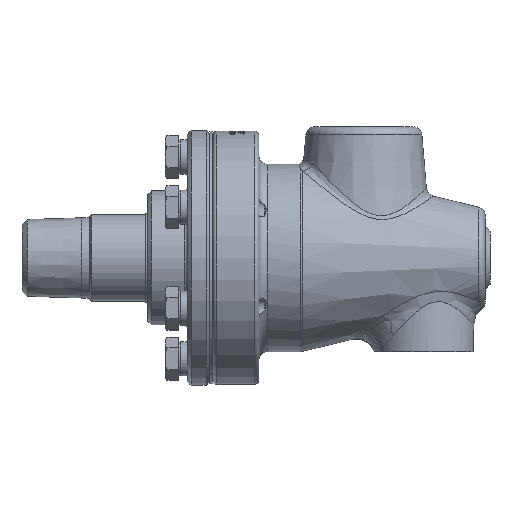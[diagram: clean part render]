
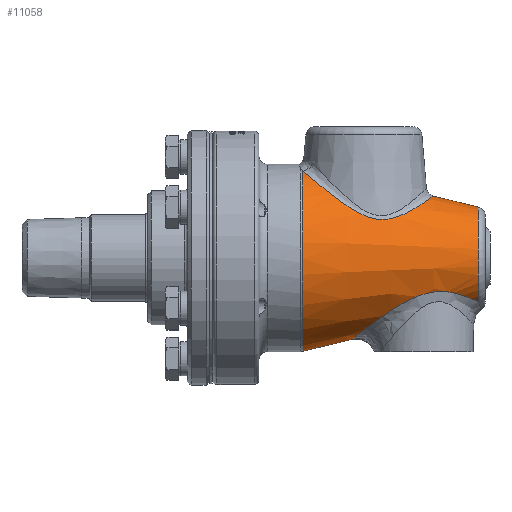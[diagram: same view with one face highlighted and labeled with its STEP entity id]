
A CAD part, top view. The second image highlights one B-rep face of the part: STEP entity #11058.
In plain terms, the highlighted conical face has half-angle 13.65 degrees and reference radius 24.194 mm.
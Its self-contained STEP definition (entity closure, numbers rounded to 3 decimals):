
#955=LINE('',#65151,#1549);
#1549=VECTOR('',#14581,24.194);
#1918=CONICAL_SURFACE('',#12046,24.194,0.238);
#2709=CIRCLE('',#12047,31.664);
#2710=CIRCLE('',#12048,31.664);
#2711=CIRCLE('',#12049,17.203);
#3325=FACE_OUTER_BOUND('',#4008,.T.);
#4008=EDGE_LOOP('',(#10286,#10287,#10288,#10289,#10290,#10291,#10292,#10293,
#10294,#10295));
#4390=B_SPLINE_CURVE_WITH_KNOTS('',3,(#64885,#64886,#64887,#64888,#64889,
#64890,#64891,#64892,#64893,#64894,#64895,#64896,#64897,#64898,#64899,#64900,
#64901,#64902,#64903,#64904,#64905),.UNSPECIFIED.,.F.,.F.,(4,1,1,1,1,1,
1,1,1,1,1,1,1,1,1,1,1,1,4),(-8.979,-8.12,-7.26,
-6.686,-6.113,-5.826,-5.683,
-5.54,-4.967,-4.393,-3.82,
-3.247,-2.674,-2.1,-1.814,
-1.527,-0.667,-0.38,0.),
 .UNSPECIFIED.);
#4391=B_SPLINE_CURVE_WITH_KNOTS('',3,(#64907,#64908,#64909,#64910,#64911,
#64912,#64913,#64914,#64915,#64916),.UNSPECIFIED.,.F.,.F.,(4,1,1,1,1,1,
1,4),(-14.339,-14.289,-13.859,-13.429,
-12.999,-12.139,-11.709,-11.279),
 .UNSPECIFIED.);
#4398=B_SPLINE_CURVE_WITH_KNOTS('',3,(#65153,#65154,#65155,#65156,#65157,
#65158,#65159,#65160,#65161,#65162,#65163,#65164,#65165),.UNSPECIFIED.,
 .F.,.F.,(4,1,1,1,1,1,1,1,1,1,4),(-7.738,-7.241,-6.724,
-6.465,-6.207,-5.689,-5.172,
-4.655,-4.138,-3.62,-3.186),
 .UNSPECIFIED.);
#4399=B_SPLINE_CURVE_WITH_KNOTS('',3,(#65169,#65170,#65171,#65172,#65173,
#65174),.UNSPECIFIED.,.F.,.F.,(4,1,1,4),(-10.861,-10.474,
-10.086,-9.496),.UNSPECIFIED.);
#4400=B_SPLINE_CURVE_WITH_KNOTS('',3,(#65175,#65176,#65177,#65178,#65179,
#65180,#65181,#65182,#65183,#65184),.UNSPECIFIED.,.F.,.F.,(4,1,1,1,1,1,
1,4),(-3.186,-3.103,-2.715,-2.327,
-1.552,-0.776,-0.388,0.),
 .UNSPECIFIED.);
#5458=VERTEX_POINT('',#64882);
#5459=VERTEX_POINT('',#64884);
#5460=VERTEX_POINT('',#64906);
#5465=VERTEX_POINT('',#65147);
#5466=VERTEX_POINT('',#65150);
#5467=VERTEX_POINT('',#65152);
#5468=VERTEX_POINT('',#65166);
#5469=VERTEX_POINT('',#65168);
#7070=EDGE_CURVE('',#5458,#5459,#4390,.T.);
#7071=EDGE_CURVE('',#5459,#5460,#4391,.T.);
#7079=EDGE_CURVE('',#5460,#5465,#2709,.T.);
#7080=EDGE_CURVE('',#5465,#5458,#2710,.T.);
#7081=EDGE_CURVE('',#5465,#5466,#955,.T.);
#7082=EDGE_CURVE('',#5467,#5466,#4398,.T.);
#7083=EDGE_CURVE('',#5468,#5467,#2711,.T.);
#7084=EDGE_CURVE('',#5469,#5468,#4399,.T.);
#7085=EDGE_CURVE('',#5466,#5469,#4400,.T.);
#10286=ORIENTED_EDGE('',*,*,#7079,.F.);
#10287=ORIENTED_EDGE('',*,*,#7071,.F.);
#10288=ORIENTED_EDGE('',*,*,#7070,.F.);
#10289=ORIENTED_EDGE('',*,*,#7080,.F.);
#10290=ORIENTED_EDGE('',*,*,#7081,.T.);
#10291=ORIENTED_EDGE('',*,*,#7082,.F.);
#10292=ORIENTED_EDGE('',*,*,#7083,.F.);
#10293=ORIENTED_EDGE('',*,*,#7084,.F.);
#10294=ORIENTED_EDGE('',*,*,#7085,.F.);
#10295=ORIENTED_EDGE('',*,*,#7081,.F.);
#11058=ADVANCED_FACE('',(#3325),#1918,.T.);
#12046=AXIS2_PLACEMENT_3D('',#65146,#14575,#14576);
#12047=AXIS2_PLACEMENT_3D('',#65148,#14577,#14578);
#12048=AXIS2_PLACEMENT_3D('',#65149,#14579,#14580);
#12049=AXIS2_PLACEMENT_3D('',#65167,#14582,#14583);
#14575=DIRECTION('center_axis',(-1.,0.,0.));
#14576=DIRECTION('ref_axis',(0.,1.,0.));
#14577=DIRECTION('center_axis',(-1.,0.,0.));
#14578=DIRECTION('ref_axis',(0.,-1.,0.));
#14579=DIRECTION('center_axis',(-1.,0.,0.));
#14580=DIRECTION('ref_axis',(0.,-1.,0.));
#14581=DIRECTION('',(0.972,0.236,0.));
#14582=DIRECTION('center_axis',(1.,0.,0.));
#14583=DIRECTION('ref_axis',(0.,1.,0.));
#64882=CARTESIAN_POINT('',(14.833,29.576,11.307));
#64884=CARTESIAN_POINT('',(40.705,13.02,-21.787));
#64885=CARTESIAN_POINT('Ctrl Pts',(14.833,29.576,11.307));
#64886=CARTESIAN_POINT('Ctrl Pts',(16.325,28.269,13.71));
#64887=CARTESIAN_POINT('Ctrl Pts',(20.081,25.021,17.717));
#64888=CARTESIAN_POINT('Ctrl Pts',(26.254,20.037,21.));
#64889=CARTESIAN_POINT('Ctrl Pts',(32.371,15.837,22.44));
#64890=CARTESIAN_POINT('Ctrl Pts',(37.397,13.424,22.483));
#64891=CARTESIAN_POINT('Ctrl Pts',(41.245,12.904,21.704));
#64892=CARTESIAN_POINT('Ctrl Pts',(43.355,13.028,21.03));
#64893=CARTESIAN_POINT('Ctrl Pts',(46.39,13.554,19.828));
#64894=CARTESIAN_POINT('Ctrl Pts',(50.291,15.249,17.461));
#64895=CARTESIAN_POINT('Ctrl Pts',(54.398,17.708,13.45));
#64896=CARTESIAN_POINT('Ctrl Pts',(57.452,19.77,8.576));
#64897=CARTESIAN_POINT('Ctrl Pts',(59.146,20.968,2.965));
#64898=CARTESIAN_POINT('Ctrl Pts',(59.147,20.967,-2.967));
#64899=CARTESIAN_POINT('Ctrl Pts',(57.732,19.97,-7.642));
#64900=CARTESIAN_POINT('Ctrl Pts',(55.926,18.736,-11.015));
#64901=CARTESIAN_POINT('Ctrl Pts',(53.156,16.953,-14.892));
#64902=CARTESIAN_POINT('Ctrl Pts',(49.527,14.758,-18.074));
#64903=CARTESIAN_POINT('Ctrl Pts',(44.622,13.111,-20.628));
#64904=CARTESIAN_POINT('Ctrl Pts',(42.133,12.902,-21.454));
#64905=CARTESIAN_POINT('Ctrl Pts',(40.705,13.02,-21.787));
#64906=CARTESIAN_POINT('',(14.833,29.576,-11.307));
#64907=CARTESIAN_POINT('Ctrl Pts',(40.705,13.02,-21.787));
#64908=CARTESIAN_POINT('Ctrl Pts',(40.518,13.035,-21.83));
#64909=CARTESIAN_POINT('Ctrl Pts',(38.715,13.223,-22.226));
#64910=CARTESIAN_POINT('Ctrl Pts',(35.311,14.324,-22.543));
#64911=CARTESIAN_POINT('Ctrl Pts',(31.059,16.738,-22.148));
#64912=CARTESIAN_POINT('Ctrl Pts',(25.856,20.348,-20.798));
#64913=CARTESIAN_POINT('Ctrl Pts',(21.241,24.089,-18.329));
#64914=CARTESIAN_POINT('Ctrl Pts',(17.266,27.453,-14.717));
#64915=CARTESIAN_POINT('Ctrl Pts',(15.579,28.923,-12.509));
#64916=CARTESIAN_POINT('Ctrl Pts',(14.833,29.576,-11.307));
#65146=CARTESIAN_POINT('Origin',(45.593,0.,0.));
#65147=CARTESIAN_POINT('',(14.833,-31.664,0.));
#65148=CARTESIAN_POINT('Origin',(14.833,0.,
0.));
#65149=CARTESIAN_POINT('Origin',(14.833,0.,
0.));
#65150=CARTESIAN_POINT('',(31.648,-27.581,0.));
#65151=CARTESIAN_POINT('',(45.593,-24.194,0.));
#65152=CARTESIAN_POINT('',(74.379,-14.861,8.664));
#65153=CARTESIAN_POINT('Ctrl Pts',(74.378,-14.861,8.665));
#65154=CARTESIAN_POINT('Ctrl Pts',(73.229,-14.334,10.123));
#65155=CARTESIAN_POINT('Ctrl Pts',(70.364,-13.081,12.831));
#65156=CARTESIAN_POINT('Ctrl Pts',(65.584,-11.593,15.511));
#65157=CARTESIAN_POINT('Ctrl Pts',(60.916,-11.295,17.074));
#65158=CARTESIAN_POINT('Ctrl Pts',(56.021,-12.005,18.033));
#65159=CARTESIAN_POINT('Ctrl Pts',(50.384,-14.398,18.059));
#65160=CARTESIAN_POINT('Ctrl Pts',(44.541,-17.968,16.733));
#65161=CARTESIAN_POINT('Ctrl Pts',(39.383,-21.595,14.183));
#65162=CARTESIAN_POINT('Ctrl Pts',(35.101,-24.846,10.344));
#65163=CARTESIAN_POINT('Ctrl Pts',(32.284,-27.07,5.435));
#65164=CARTESIAN_POINT('Ctrl Pts',(31.652,-27.577,1.702));
#65165=CARTESIAN_POINT('Ctrl Pts',(31.648,-27.581,0.));
#65166=CARTESIAN_POINT('',(74.38,-14.861,-8.665));
#65167=CARTESIAN_POINT('Origin',(74.379,0.,
0.));
#65168=CARTESIAN_POINT('',(59.592,-11.522,-17.31));
#65169=CARTESIAN_POINT('Ctrl Pts',(59.592,-11.522,-17.31));
#65170=CARTESIAN_POINT('Ctrl Pts',(61.4,-11.318,-16.918));
#65171=CARTESIAN_POINT('Ctrl Pts',(64.968,-11.492,-15.776));
#65172=CARTESIAN_POINT('Ctrl Pts',(70.151,-12.99,-12.962));
#65173=CARTESIAN_POINT('Ctrl Pts',(73.02,-14.229,-10.397));
#65174=CARTESIAN_POINT('Ctrl Pts',(74.379,-14.856,-8.671));
#65175=CARTESIAN_POINT('Ctrl Pts',(31.648,-27.581,-0.001));
#65176=CARTESIAN_POINT('Ctrl Pts',(31.647,-27.581,-0.325));
#65177=CARTESIAN_POINT('Ctrl Pts',(31.702,-27.538,-2.169));
#65178=CARTESIAN_POINT('Ctrl Pts',(32.427,-26.957,-5.483));
#65179=CARTESIAN_POINT('Ctrl Pts',(35.262,-24.719,-10.722));
#65180=CARTESIAN_POINT('Ctrl Pts',(40.81,-20.501,-15.399));
#65181=CARTESIAN_POINT('Ctrl Pts',(47.738,-15.847,-17.708));
#65182=CARTESIAN_POINT('Ctrl Pts',(54.175,-12.696,-18.122));
#65183=CARTESIAN_POINT('Ctrl Pts',(57.784,-11.726,-17.701));
#65184=CARTESIAN_POINT('Ctrl Pts',(59.592,-11.522,-17.31));
